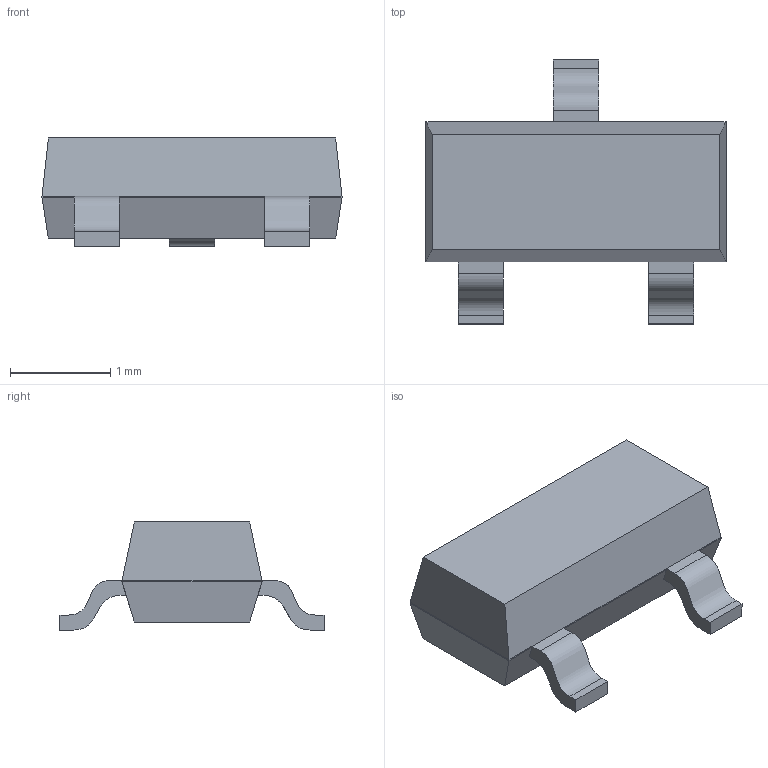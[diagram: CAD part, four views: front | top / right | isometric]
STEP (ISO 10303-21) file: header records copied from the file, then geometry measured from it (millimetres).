
FILE_DESCRIPTION (( 'STEP AP214' ), '1' );
FILE_NAME ('User Library-SOT23-2.STEP', '2012-03-25T19:47:53', ( 'sysAdmin' ), ( 'SolidWorks' ), 'SwSTEP 2.0', 'SolidWorks 2012', '' );
FILE_SCHEMA (( 'AUTOMOTIVE_DESIGN' ));
Length unit declared in the file: millimetre
Products named in the file (1): User Library-SOT23-2
Bounding box: 3 x 2.64 x 1.08 mm (x, y, z)
Volume: 3.9 mm3; surface area: 18.2 mm2
Topology: 1 solids, 1 shells, 44 faces, 112 edges, 70 vertices
Faces by surface type: plane 38, bspline 6
Entity records: 1838 total; most frequent: CARTESIAN_POINT 305, ORIENTED_EDGE 224, DIRECTION 178, EDGE_CURVE 112, LINE 100, VECTOR 100, VERTEX_POINT 70, UNCERTAINTY_MEASURE_WITH_UNIT 47
